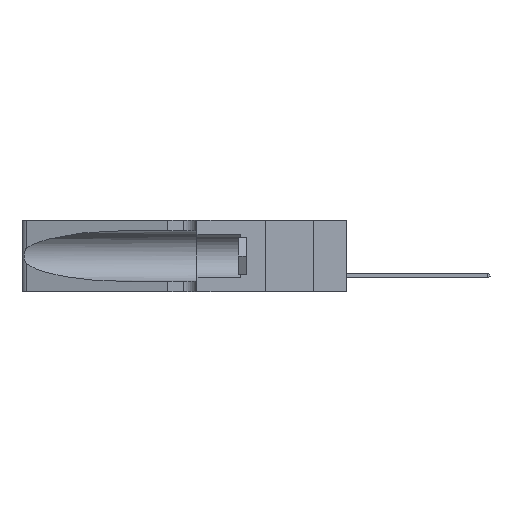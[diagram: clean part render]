
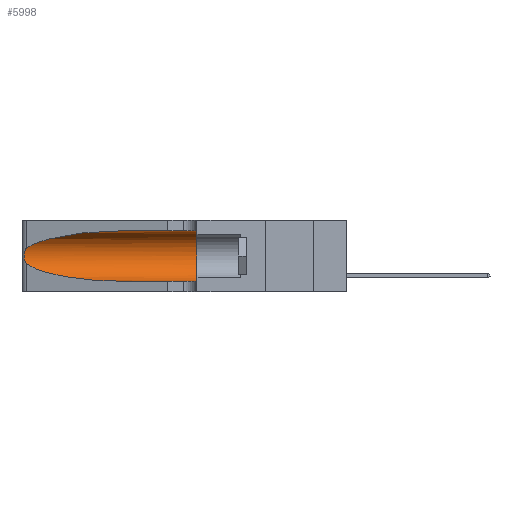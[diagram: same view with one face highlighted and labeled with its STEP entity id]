
A CAD part, left-side view. The second image highlights one B-rep face of the part: STEP entity #5998.
In plain terms, the highlighted cylindrical face has radius 3.308 mm (diameter 6.617 mm), a partial arc.
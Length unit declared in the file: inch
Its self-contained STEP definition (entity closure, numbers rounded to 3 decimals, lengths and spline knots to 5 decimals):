
#472 = VERTEX_POINT ( 'NONE', #15259 ) ;
#864 = VECTOR ( 'NONE', #1315, 39.37008 ) ;
#1242 = ORIENTED_EDGE ( 'NONE', *, *, #13423, .T. ) ;
#1315 = DIRECTION ( 'NONE',  ( 0., -1., 0. ) ) ;
#1488 = CARTESIAN_POINT ( 'NONE',  ( 0.25787, 1.23484, 0.2124 ) ) ;
#1564 = ORIENTED_EDGE ( 'NONE', *, *, #12335, .T. ) ;
#2677 = CARTESIAN_POINT ( 'NONE',  ( 0.1305, 0.72297, 0.05475 ) ) ;
#3376 = EDGE_CURVE ( 'NONE', #14836, #16962, #26178, .T. ) ;
#3791 = CARTESIAN_POINT ( 'NONE',  ( 0.25487, 1.22718, 0.22369 ) ) ;
#4503 = B_SPLINE_CURVE_WITH_KNOTS ( 'NONE', 3,
 ( #3791, #22372, #5670, #1488, #20041, #20124, #17898, #5581, #7821, #9867, #9945, #24249, #11945, #26271 ),
 .UNSPECIFIED., .F., .F.,
 ( 4, 2, 2, 2, 2, 2, 4 ),
 ( 0., 0.00027, 0.00053, 0.00107, 0.0016, 0.00187, 0.00214 ),
 .UNSPECIFIED. ) ;
#4636 = CARTESIAN_POINT ( 'NONE',  ( 0.1305, 0.72297, 0.05475 ) ) ;
#5581 = CARTESIAN_POINT ( 'NONE',  ( 0.26075, 1.23896, 0.178 ) ) ;
#5670 = CARTESIAN_POINT ( 'NONE',  ( 0.25639, 1.23184, 0.21858 ) ) ;
#5773 = DIRECTION ( 'NONE',  ( 0., 0., -1. ) ) ;
#5998 = ADVANCED_FACE ( 'NONE', ( #19756 ), #9726, .F. ) ;
#6376 = CARTESIAN_POINT ( 'NONE',  ( 0.2373, 1.15595, 0.28018 ) ) ;
#7542 = CIRCLE ( 'NONE', #11070, 0.13025 ) ;
#7821 = CARTESIAN_POINT ( 'NONE',  ( 0.26017, 1.23833, 0.17102 ) ) ;
#7904 = CARTESIAN_POINT ( 'NONE',  ( 0.25487, 1.22718, 0.22369 ) ) ;
#8247 = ORIENTED_EDGE ( 'NONE', *, *, #18380, .F. ) ;
#9181 = ORIENTED_EDGE ( 'NONE', *, *, #17027, .F. ) ;
#9593 =( BOUNDED_CURVE ( )  B_SPLINE_CURVE ( 3, ( #19264, #25321, #13170, #4636 ),
 .UNSPECIFIED., .F., .F. ) 
 B_SPLINE_CURVE_WITH_KNOTS ( ( 4, 4 ),
 ( 3.44316, 4.71239 ),
 .UNSPECIFIED. ) 
 CURVE ( )  GEOMETRIC_REPRESENTATION_ITEM ( )  RATIONAL_B_SPLINE_CURVE ( ( 1., 0.87, 0.87, 1. ) ) 
 REPRESENTATION_ITEM ( '' )  );
#9726 = CYLINDRICAL_SURFACE ( 'NONE', #18809, 0.13025 ) ;
#9867 = CARTESIAN_POINT ( 'NONE',  ( 0.25856, 1.23593, 0.16098 ) ) ;
#9945 = CARTESIAN_POINT ( 'NONE',  ( 0.25789, 1.23486, 0.15765 ) ) ;
#10578 = CARTESIAN_POINT ( 'NONE',  ( 0.25487, 1.22718, 0.22369 ) ) ;
#11070 = AXIS2_PLACEMENT_3D ( 'NONE', #25452, #23252, #19218 ) ;
#11588 = DIRECTION ( 'NONE',  ( 0., -1., 0. ) ) ;
#11945 = CARTESIAN_POINT ( 'NONE',  ( 0.25555, 1.22993, 0.14849 ) ) ;
#12044 = VERTEX_POINT ( 'NONE', #17669 ) ;
#12205 = CARTESIAN_POINT ( 'NONE',  ( 0.1305, 1.61858, 0.31525 ) ) ;
#12307 = CARTESIAN_POINT ( 'NONE',  ( 0.1305, 1.61858, 0.185 ) ) ;
#12335 = EDGE_CURVE ( 'NONE', #24469, #22186, #4503, .T. ) ;
#13056 = ORIENTED_EDGE ( 'NONE', *, *, #3376, .T. ) ;
#13170 = CARTESIAN_POINT ( 'NONE',  ( 0.18966, 0.96281, 0.05475 ) ) ;
#13423 = EDGE_CURVE ( 'NONE', #472, #24469, #14870, .T. ) ;
#14236 = ORIENTED_EDGE ( 'NONE', *, *, #25489, .T. ) ;
#14475 = CARTESIAN_POINT ( 'NONE',  ( 0.18966, 0.96281, 0.31525 ) ) ;
#14836 = VERTEX_POINT ( 'NONE', #2677 ) ;
#14870 =( BOUNDED_CURVE ( )  B_SPLINE_CURVE ( 3, ( #18259, #14475, #6376, #10578 ),
 .UNSPECIFIED., .F., .F. ) 
 B_SPLINE_CURVE_WITH_KNOTS ( ( 4, 4 ),
 ( 1.5708, 2.84003 ),
 .UNSPECIFIED. ) 
 CURVE ( )  GEOMETRIC_REPRESENTATION_ITEM ( )  RATIONAL_B_SPLINE_CURVE ( ( 1., 0.87, 0.87, 1. ) ) 
 REPRESENTATION_ITEM ( '' )  );
#15259 = CARTESIAN_POINT ( 'NONE',  ( 0.1305, 0.72297, 0.31525 ) ) ;
#16617 = CARTESIAN_POINT ( 'NONE',  ( 0.25487, 1.22718, 0.14631 ) ) ;
#16962 = VERTEX_POINT ( 'NONE', #24464 ) ;
#17027 = EDGE_CURVE ( 'NONE', #12044, #16962, #7542, .T. ) ;
#17669 = CARTESIAN_POINT ( 'NONE',  ( 0.1305, 0.35, 0.31525 ) ) ;
#17898 = CARTESIAN_POINT ( 'NONE',  ( 0.26075, 1.23896, 0.19203 ) ) ;
#18259 = CARTESIAN_POINT ( 'NONE',  ( 0.1305, 0.72297, 0.31525 ) ) ;
#18380 = EDGE_CURVE ( 'NONE', #472, #12044, #21938, .T. ) ;
#18809 = AXIS2_PLACEMENT_3D ( 'NONE', #12307, #11588, #5773 ) ;
#19218 = DIRECTION ( 'NONE',  ( 0., 0., 1. ) ) ;
#19264 = CARTESIAN_POINT ( 'NONE',  ( 0.25487, 1.22718, 0.14631 ) ) ;
#19342 = VECTOR ( 'NONE', #20384, 39.37008 ) ;
#19756 = FACE_OUTER_BOUND ( 'NONE', #20348, .T. ) ;
#19795 = CARTESIAN_POINT ( 'NONE',  ( 0.1305, 1.61858, 0.05475 ) ) ;
#20041 = CARTESIAN_POINT ( 'NONE',  ( 0.25854, 1.2359, 0.20912 ) ) ;
#20124 = CARTESIAN_POINT ( 'NONE',  ( 0.26018, 1.23835, 0.19895 ) ) ;
#20348 = EDGE_LOOP ( 'NONE', ( #1242, #1564, #14236, #13056, #9181, #8247 ) ) ;
#20384 = DIRECTION ( 'NONE',  ( 0., -1., 0. ) ) ;
#21938 = LINE ( 'NONE', #12205, #19342 ) ;
#22186 = VERTEX_POINT ( 'NONE', #16617 ) ;
#22372 = CARTESIAN_POINT ( 'NONE',  ( 0.25555, 1.22994, 0.2215 ) ) ;
#23252 = DIRECTION ( 'NONE',  ( 0., 1., 0. ) ) ;
#24249 = CARTESIAN_POINT ( 'NONE',  ( 0.25639, 1.23186, 0.15144 ) ) ;
#24464 = CARTESIAN_POINT ( 'NONE',  ( 0.1305, 0.35, 0.05475 ) ) ;
#24469 = VERTEX_POINT ( 'NONE', #7904 ) ;
#25321 = CARTESIAN_POINT ( 'NONE',  ( 0.2373, 1.15595, 0.08982 ) ) ;
#25452 = CARTESIAN_POINT ( 'NONE',  ( 0.1305, 0.35, 0.185 ) ) ;
#25489 = EDGE_CURVE ( 'NONE', #22186, #14836, #9593, .T. ) ;
#26178 = LINE ( 'NONE', #19795, #864 ) ;
#26271 = CARTESIAN_POINT ( 'NONE',  ( 0.25487, 1.22718, 0.14631 ) ) ;
